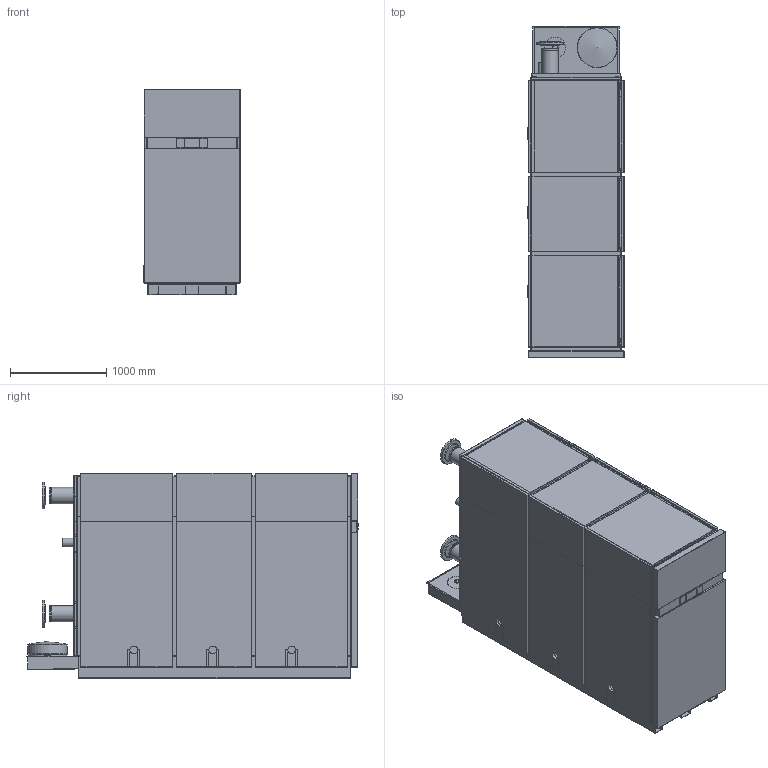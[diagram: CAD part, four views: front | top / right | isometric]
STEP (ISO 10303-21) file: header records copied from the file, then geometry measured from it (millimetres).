
FILE_DESCRIPTION(/* description */ (''),/* implementation_level */ '2;1');
FILE_NAME(/* name */ 'Vitocrossal 300 CA3B-6.0.stp',/* time_stamp */ '2021-01-11T14:44:17-05:00',/* author */ ('pfid'),/* organization */ (''),/* preprocessor_version */ 'ST-DEVELOPER v18',/* originating_system */ 'Autodesk Inventor 2020',/* authorisation */ '');
FILE_SCHEMA (('AUTOMOTIVE_DESIGN { 1 0 10303 214 3 1 1 }'));
Products named in the file (1): Vitocrossal 300 CA3B - 6.0 SF- Installation Fittings_Substitute_1
Bounding box: 997 x 3446.86 x 2131 mm (x, y, z)
Surface area: 61203330.8 mm2 (no closed solid volume)
Topology: 0 solids, 140 shells, 1167 faces, 5462 edges, 4335 vertices
Faces by surface type: plane 683, cylinder 411, bspline 35, torus 21, cone 11, sphere 6
Full cylindrical faces by diameter (mm): 30 x1, 88.9 x1, 168.3 x4, 214 x1, 215.9 x2, 279.4 x2, 410.4 x2
Entity records: 57301 total; most frequent: CARTESIAN_POINT 12897, DIRECTION 9164, ORIENTED_EDGE 7330, EDGE_CURVE 5461, VERTEX_POINT 4335, LINE 3770, VECTOR 3770, AXIS2_PLACEMENT_3D 2697
